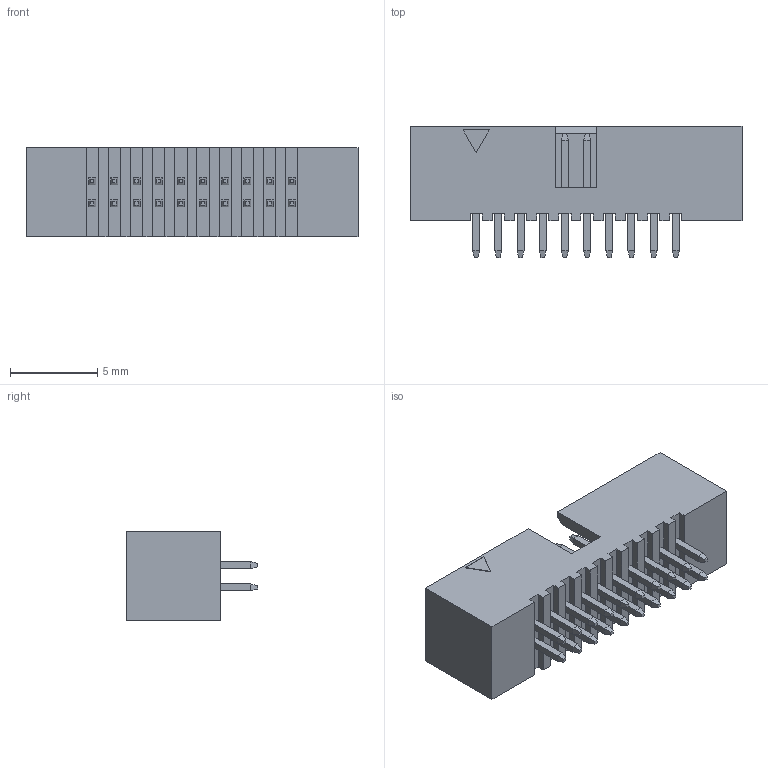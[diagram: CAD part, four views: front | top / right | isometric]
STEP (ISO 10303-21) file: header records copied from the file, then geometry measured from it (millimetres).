
FILE_DESCRIPTION (( 'STEP AP214' ), '1' );
FILE_NAME ('3220-20-0100.STEP', '2022-05-20T15:52:12', ( '' ), ( '' ), 'SwSTEP 2.0', 'SolidWorks 2021', '' );
FILE_SCHEMA (( 'AUTOMOTIVE_DESIGN' ));
Length unit declared in the file: millimetre
Products named in the file (1): 3220-20-0100
Bounding box: 19 x 7.5 x 5.13 mm (x, y, z)
Volume: 293.7 mm3; surface area: 840.6 mm2
Topology: 21 solids, 21 shells, 343 faces, 736 edges, 436 vertices
Faces by surface type: bspline 343
Entity records: 8672 total; most frequent: CARTESIAN_POINT 3617, ORIENTED_EDGE 1472, EDGE_CURVE 736, B_SPLINE_CURVE_WITH_KNOTS 736, VERTEX_POINT 436, EDGE_LOOP 344, ADVANCED_FACE 343, B_SPLINE_SURFACE_WITH_KNOTS 343
